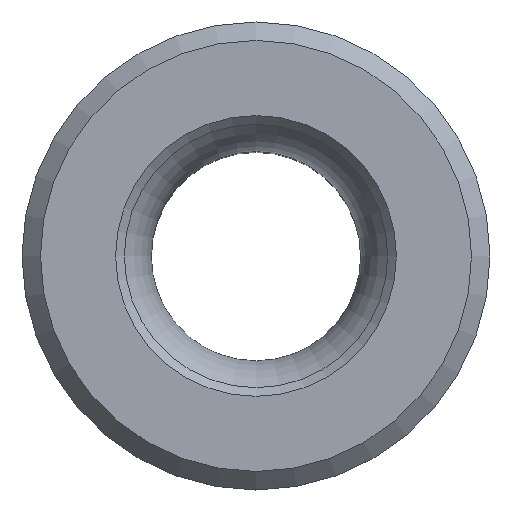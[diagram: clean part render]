
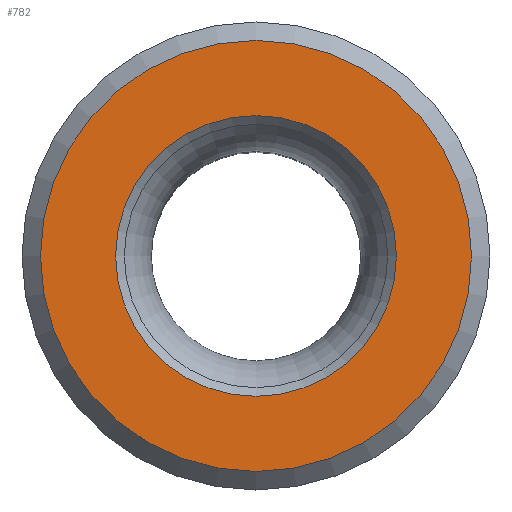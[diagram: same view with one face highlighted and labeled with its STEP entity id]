
A CAD part, top view. The second image highlights one B-rep face of the part: STEP entity #782.
In plain terms, the highlighted planar face has unit normal (0, 0, 1).
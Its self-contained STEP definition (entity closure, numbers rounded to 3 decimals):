
#17=FACE_BOUND('',#286,.T.);
#195=PLANE('',#871);
#238=FACE_OUTER_BOUND('',#285,.T.);
#285=EDGE_LOOP('',(#700));
#286=EDGE_LOOP('',(#701));
#321=CIRCLE('',#867,17.5);
#324=CIRCLE('',#872,11.399);
#400=VERTEX_POINT('',#1406);
#403=VERTEX_POINT('',#1416);
#506=EDGE_CURVE('',#400,#400,#321,.T.);
#511=EDGE_CURVE('',#403,#403,#324,.T.);
#700=ORIENTED_EDGE('',*,*,#506,.F.);
#701=ORIENTED_EDGE('',*,*,#511,.T.);
#782=ADVANCED_FACE('',(#238,#17),#195,.T.);
#867=AXIS2_PLACEMENT_3D('',#1407,#1076,#1077);
#871=AXIS2_PLACEMENT_3D('',#1415,#1086,#1087);
#872=AXIS2_PLACEMENT_3D('',#1417,#1088,#1089);
#1076=DIRECTION('center_axis',(0.,0.,-1.));
#1077=DIRECTION('ref_axis',(-1.,0.,0.));
#1086=DIRECTION('center_axis',(0.,0.,1.));
#1087=DIRECTION('ref_axis',(-1.,0.,0.));
#1088=DIRECTION('center_axis',(0.,0.,-1.));
#1089=DIRECTION('ref_axis',(1.,0.,0.));
#1406=CARTESIAN_POINT('',(405.5,190.,-209.));
#1407=CARTESIAN_POINT('Origin',(388.,190.,-209.));
#1415=CARTESIAN_POINT('Origin',(388.,190.,-209.));
#1416=CARTESIAN_POINT('',(376.601,190.,-209.));
#1417=CARTESIAN_POINT('Origin',(388.,190.,-209.));
